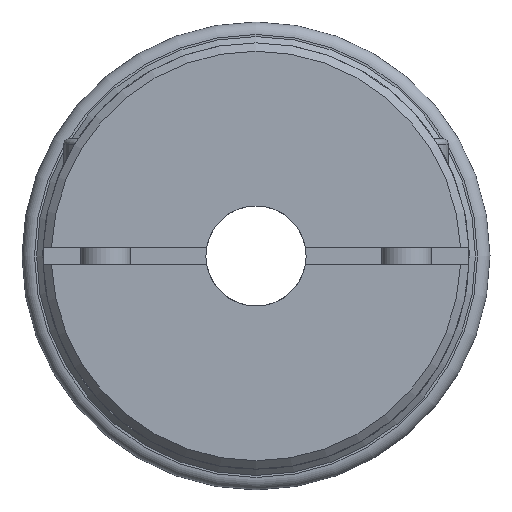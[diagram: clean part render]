
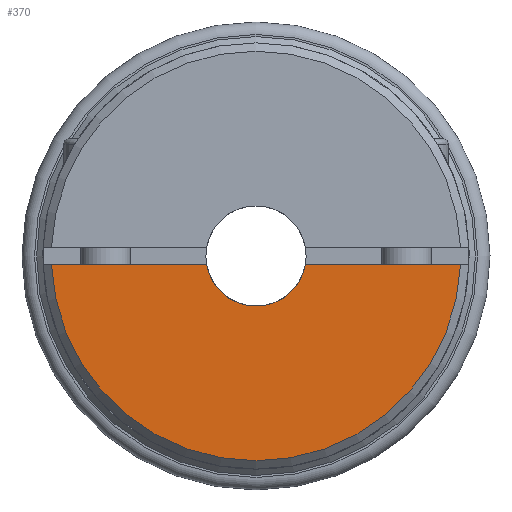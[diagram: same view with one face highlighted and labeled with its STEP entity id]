
A CAD part, left-side view. The second image highlights one B-rep face of the part: STEP entity #370.
In plain terms, the highlighted planar face has unit normal (-1, 0, 0).
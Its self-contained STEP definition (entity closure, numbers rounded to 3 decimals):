
#370 = ADVANCED_FACE( '', ( #862 ), #863, .T. );
#862 = FACE_OUTER_BOUND( '', #1473, .T. );
#863 = PLANE( '', #1474 );
#1473 = EDGE_LOOP( '', ( #2411, #2412, #2413, #2414 ) );
#1474 = AXIS2_PLACEMENT_3D( '', #2415, #2416, #2417 );
#2411 = ORIENTED_EDGE( '', *, *, #3273, .T. );
#2412 = ORIENTED_EDGE( '', *, *, #3274, .T. );
#2413 = ORIENTED_EDGE( '', *, *, #3275, .T. );
#2414 = ORIENTED_EDGE( '', *, *, #3276, .F. );
#2415 = CARTESIAN_POINT( '', ( -32.978, 0., 24.5 ) );
#2416 = DIRECTION( '', ( -1., 0., 0. ) );
#2417 = DIRECTION( '', ( 0., -1., 0. ) );
#3273 = EDGE_CURVE( '', #3885, #3886, #3887, .T. );
#3274 = EDGE_CURVE( '', #3886, #3888, #3889, .F. );
#3275 = EDGE_CURVE( '', #3888, #3890, #3891, .T. );
#3276 = EDGE_CURVE( '', #3885, #3890, #3892, .T. );
#3885 = VERTEX_POINT( '', #4826 );
#3886 = VERTEX_POINT( '', #4827 );
#3887 = LINE( '', #4828, #4829 );
#3888 = VERTEX_POINT( '', #4830 );
#3889 = CIRCLE( '', #4831, 6. );
#3890 = VERTEX_POINT( '', #4832 );
#3891 = LINE( '', #4833, #4834 );
#3892 = CIRCLE( '', #4835, 24.5 );
#4826 = CARTESIAN_POINT( '', ( -32.978, -24.48, -1. ) );
#4827 = CARTESIAN_POINT( '', ( -32.978, -5.916, -1. ) );
#4828 = CARTESIAN_POINT( '', ( -32.978, 0., -1. ) );
#4829 = VECTOR( '', #5781, 1000. );
#4830 = CARTESIAN_POINT( '', ( -32.978, 5.916, -1. ) );
#4831 = AXIS2_PLACEMENT_3D( '', #5782, #5783, #5784 );
#4832 = CARTESIAN_POINT( '', ( -32.978, 24.48, -1. ) );
#4833 = CARTESIAN_POINT( '', ( -32.978, 0., -1. ) );
#4834 = VECTOR( '', #5785, 1000. );
#4835 = AXIS2_PLACEMENT_3D( '', #5786, #5787, #5788 );
#5781 = DIRECTION( '', ( 0., 1., 0. ) );
#5782 = CARTESIAN_POINT( '', ( -32.978, 0., 0. ) );
#5783 = DIRECTION( '', ( -1., 0., 0. ) );
#5784 = DIRECTION( '', ( 0., 0., 1. ) );
#5785 = DIRECTION( '', ( 0., 1., 0. ) );
#5786 = CARTESIAN_POINT( '', ( -32.978, 0., 0. ) );
#5787 = DIRECTION( '', ( 1., 0., 0. ) );
#5788 = DIRECTION( '', ( 0., 0., 1. ) );
